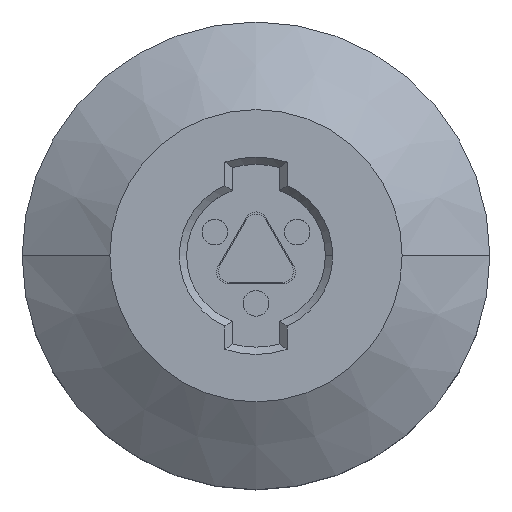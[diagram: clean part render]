
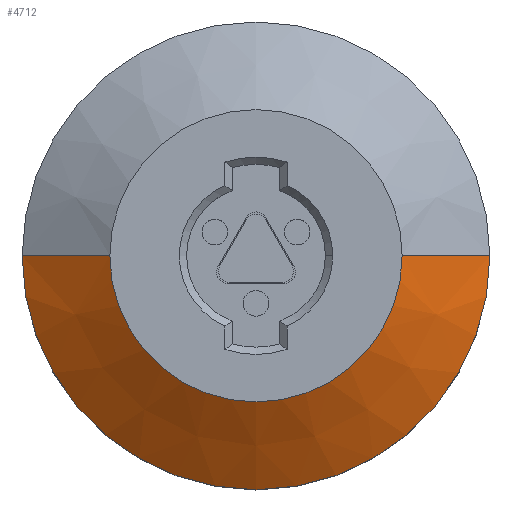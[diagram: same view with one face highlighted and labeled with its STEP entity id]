
A CAD part, top view. The second image highlights one B-rep face of the part: STEP entity #4712.
In plain terms, the highlighted conical face has half-angle 56.31 degrees and reference radius 32 mm.
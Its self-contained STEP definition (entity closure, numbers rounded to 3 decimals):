
#142 = EDGE_CURVE ( 'NONE', #872, #8725, #8466, .T. ) ;
#260 = DIRECTION ( 'NONE',  ( 0., 0., 1. ) ) ;
#576 = DIRECTION ( 'NONE',  ( 0.832, 0., -0.555 ) ) ;
#649 = VERTEX_POINT ( 'NONE', #11032 ) ;
#872 = VERTEX_POINT ( 'NONE', #2687 ) ;
#1498 = FACE_OUTER_BOUND ( 'NONE', #9142, .T. ) ;
#2687 = CARTESIAN_POINT ( 'NONE',  ( 20., 0., 0. ) ) ;
#3103 = CIRCLE ( 'NONE', #10722, 32. ) ;
#3150 = ORIENTED_EDGE ( 'NONE', *, *, #11243, .F. ) ;
#3193 = CARTESIAN_POINT ( 'NONE',  ( 32., 0., -8. ) ) ;
#3249 = VERTEX_POINT ( 'NONE', #4181 ) ;
#3551 = DIRECTION ( 'NONE',  ( 1., 0., 0. ) ) ;
#3870 = DIRECTION ( 'NONE',  ( -0.832, 0., -0.555 ) ) ;
#3908 = VECTOR ( 'NONE', #3870, 1000. ) ;
#4071 = CARTESIAN_POINT ( 'NONE',  ( 0., 0., -8. ) ) ;
#4181 = CARTESIAN_POINT ( 'NONE',  ( -32., 0., -8. ) ) ;
#4712 = ADVANCED_FACE ( 'NONE', ( #1498 ), #11562, .T. ) ;
#4821 = ORIENTED_EDGE ( 'NONE', *, *, #142, .F. ) ;
#4901 = DIRECTION ( 'NONE',  ( 0., 0., -1. ) ) ;
#5014 = CIRCLE ( 'NONE', #8360, 20. ) ;
#5559 = CARTESIAN_POINT ( 'NONE',  ( -32., 0., -8. ) ) ;
#6070 = VECTOR ( 'NONE', #576, 1000. ) ;
#6297 = LINE ( 'NONE', #5559, #3908 ) ;
#6558 = CARTESIAN_POINT ( 'NONE',  ( 0., 0., 0. ) ) ;
#6695 = CARTESIAN_POINT ( 'NONE',  ( 32., 0., -8. ) ) ;
#6726 = EDGE_CURVE ( 'NONE', #3249, #8725, #3103, .T. ) ;
#7279 = EDGE_CURVE ( 'NONE', #649, #3249, #6297, .T. ) ;
#8271 = DIRECTION ( 'NONE',  ( 1., 0., 0. ) ) ;
#8319 = ORIENTED_EDGE ( 'NONE', *, *, #7279, .T. ) ;
#8360 = AXIS2_PLACEMENT_3D ( 'NONE', #6558, #260, #8271 ) ;
#8466 = LINE ( 'NONE', #6695, #6070 ) ;
#8725 = VERTEX_POINT ( 'NONE', #3193 ) ;
#8930 = CARTESIAN_POINT ( 'NONE',  ( 0., 0., -8. ) ) ;
#9142 = EDGE_LOOP ( 'NONE', ( #4821, #3150, #8319, #10676 ) ) ;
#10310 = AXIS2_PLACEMENT_3D ( 'NONE', #4071, #4901, #10367 ) ;
#10367 = DIRECTION ( 'NONE',  ( -1., 0., 0. ) ) ;
#10676 = ORIENTED_EDGE ( 'NONE', *, *, #6726, .T. ) ;
#10722 = AXIS2_PLACEMENT_3D ( 'NONE', #8930, #10825, #3551 ) ;
#10825 = DIRECTION ( 'NONE',  ( 0., 0., 1. ) ) ;
#11032 = CARTESIAN_POINT ( 'NONE',  ( -20., 0., 0. ) ) ;
#11243 = EDGE_CURVE ( 'NONE', #649, #872, #5014, .T. ) ;
#11562 = CONICAL_SURFACE ( 'NONE', #10310, 32., 0.983 ) ;
